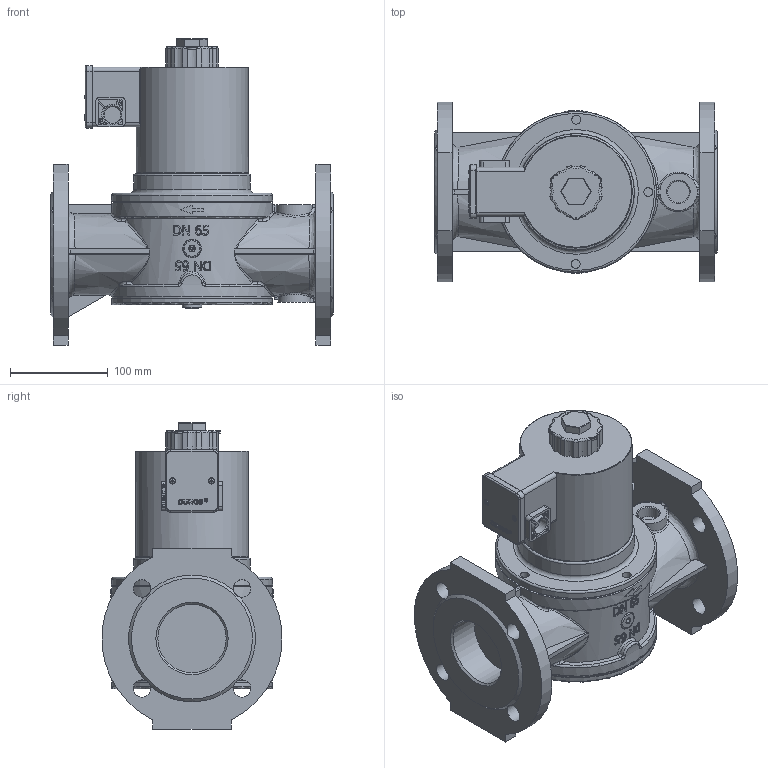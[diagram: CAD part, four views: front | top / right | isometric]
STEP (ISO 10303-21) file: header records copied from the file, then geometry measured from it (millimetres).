
FILE_DESCRIPTION(/* description */ (''),/* implementation_level */ '2;1');
FILE_NAME(/* name */ '169390.ipt.step',/* time_stamp */ '2015-12-15T08:16:17+01:00',/* author */ ('cad-gast'),/* organization */ (''),/* preprocessor_version */ 'ST-DEVELOPER v15.2',/* originating_system */ 'Autodesk Inventor 2014',/* authorisation */ '');
FILE_SCHEMA (('AUTOMOTIVE_DESIGN { 1 0 10303 214 3 1 1 }'));
Products named in the file (1): 169390
Bounding box: 290 x 184.31 x 314 mm (x, y, z)
Volume: 5131833.3 mm3; surface area: 344523 mm2
Topology: 1 solids, 2 shells, 1154 faces, 3123 edges, 2057 vertices
Faces by surface type: plane 447, bspline 375, cylinder 233, cone 50, torus 43, sphere 6
Full cylindrical faces by diameter (mm): 1.5 x3, 2.5 x4, 3 x1, 3.4 x2, 3.6 x1, 6.5 x2, 7 x4, 9 x4, 14 x1, 17.2 x2, 18 x10, 19 x2, 20 x1, 22 x1, 49 x1, 70 x2, 114 x1, 115 x1, 161 x1, 163 x1, 165 x2
Entity records: 44326 total; most frequent: CARTESIAN_POINT 18312, ORIENTED_EDGE 6022, DIRECTION 4228, EDGE_CURVE 3011, VERTEX_POINT 2019, AXIS2_PLACEMENT_3D 1445, LINE 1338, VECTOR 1338
